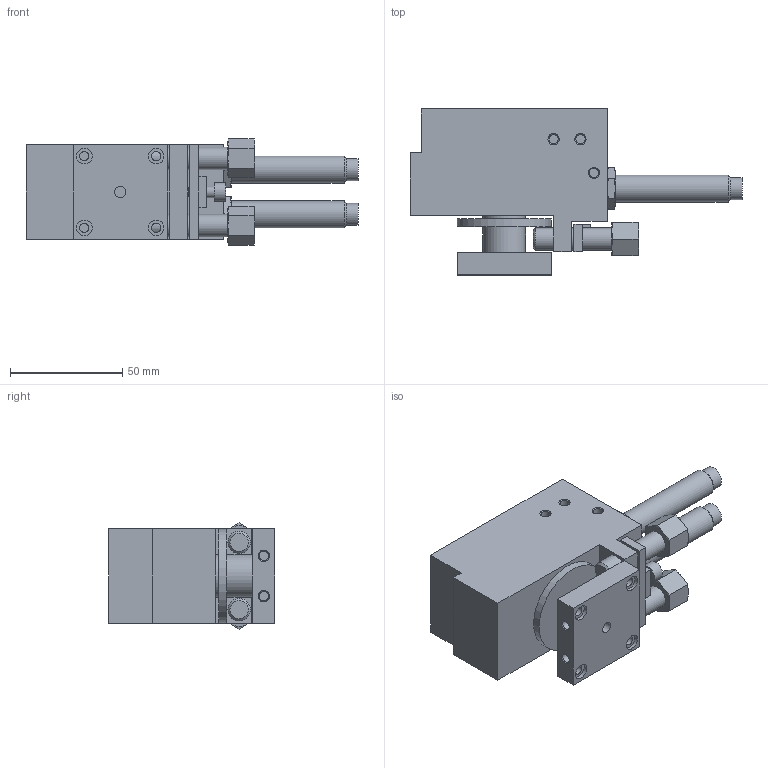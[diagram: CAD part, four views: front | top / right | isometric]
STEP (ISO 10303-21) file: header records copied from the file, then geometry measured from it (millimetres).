
FILE_DESCRIPTION((''),'2;1');
FILE_NAME('MSR I-2-4.stp','2012-10-08T10:44:53',('hartung_david'),(''),'Autodesk Inventor 2012','Autodesk Inventor 2012','');
FILE_SCHEMA(('AUTOMOTIVE_DESIGN { 1 0 10303 214 1 1 1 1 }'));
Length unit declared in the file: millimetre
Products named in the file (3): MSR I-2-4; MSR I2-4-010; MSR I2-4-020
Assembly tree (2 placements, depth 2):
  MSR I-2-4
    MSR I2-4-010
    MSR I2-4-020
Bounding box: 148 x 74 x 47.31 mm (x, y, z)
Volume: 225212.9 mm3; surface area: 42858.6 mm2
Topology: 2 solids, 2 shells, 233 faces, 489 edges, 309 vertices
Faces by surface type: plane 107, cone 73, cylinder 53
Full cylindrical faces by diameter (mm): 4.134 x24, 5 x5, 7 x4, 7.5 x4, 8.5 x1, 9.85 x2, 10 x6, 12 x2, 16 x2, 19 x2, 42 x1
Entity records: 6047 total; most frequent: CARTESIAN_POINT 1146, DIRECTION 964, ORIENTED_EDGE 818, AXIS2_PLACEMENT_3D 413, EDGE_CURVE 409, EDGE_LOOP 372, VERTEX_POINT 307, STYLED_ITEM 235
